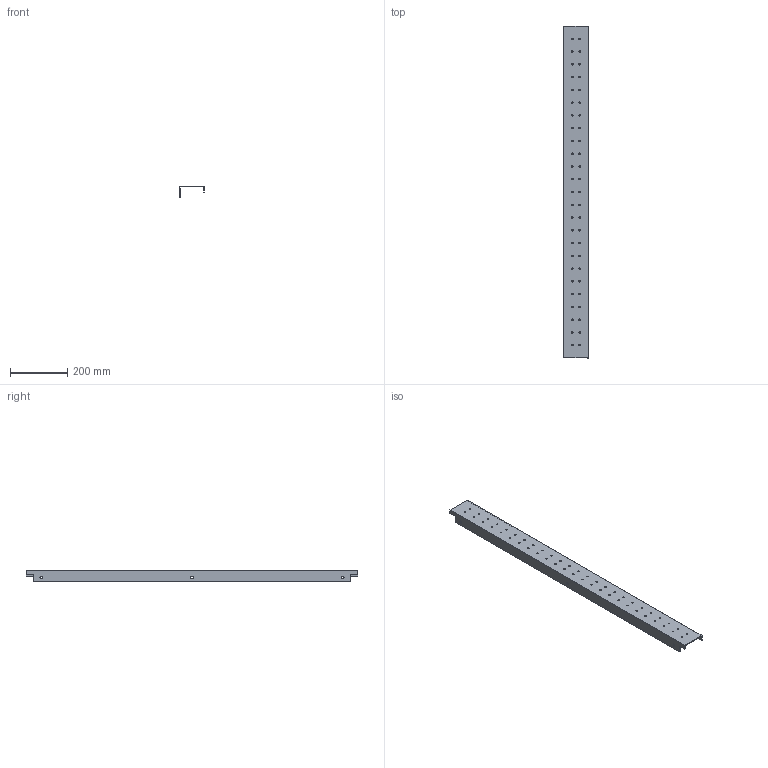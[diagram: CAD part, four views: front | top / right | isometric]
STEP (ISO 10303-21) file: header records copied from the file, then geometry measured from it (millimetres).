
FILE_DESCRIPTION(/* description */ ('This is a sample STEP configuration'),/* implementation_level */ '2;1');
FILE_NAME(/* name */ '19BS4_STEP.stp',/* time_stamp */ '2024-06-07T06:49:20+02:00',/* author */ ('powerJobs'),/* organization */ ('coolOrange'),/* preprocessor_version */ 'ST-DEVELOPER v20',/* originating_system */ 'Autodesk Inventor 2024',/* authorisation */ '');
FILE_SCHEMA (('AUTOMOTIVE_DESIGN { 1 0 10303 214 3 1 1 }'));
Length unit declared in the file: millimetre
Products named in the file (1): 19BS4
Bounding box: 85 x 1155.7 x 40 mm (x, y, z)
Volume: 321103.4 mm3; surface area: 328021.3 mm2
Topology: 1 solids, 1 shells, 67 faces, 195 edges, 130 vertices
Faces by surface type: cylinder 53, plane 14
Full cylindrical faces by diameter (mm): 5 x50, 8.5 x3
Entity records: 2530 total; most frequent: DIRECTION 437, CARTESIAN_POINT 393, ORIENTED_EDGE 390, EDGE_CURVE 195, AXIS2_PLACEMENT_3D 174, EDGE_LOOP 173, VERTEX_POINT 130, FACE_BOUND 106
